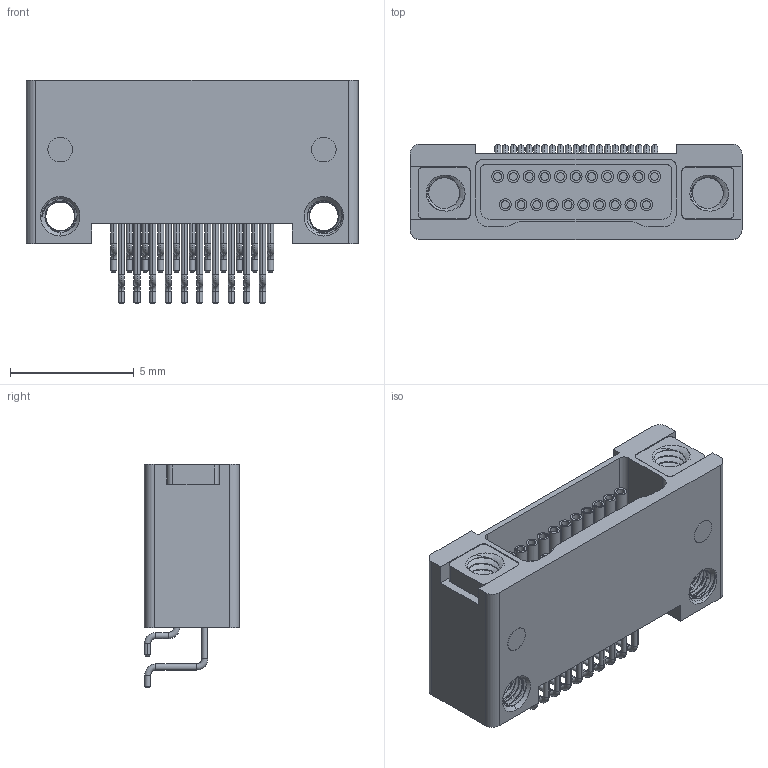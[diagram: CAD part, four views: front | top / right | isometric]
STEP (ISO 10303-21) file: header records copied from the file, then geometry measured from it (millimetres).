
FILE_DESCRIPTION((''),'2;1');
FILE_NAME('FND001-F021BSBK-S0','2026-01-30T',('gongcheng6'),(''),'PRO/ENGINEER BY PARAMETRIC TECHNOLOGY CORPORATION, 2010280','PRO/ENGINEER BY PARAMETRIC TECHNOLOGY CORPORATION, 2010280','');
FILE_SCHEMA(('CONFIG_CONTROL_DESIGN'));
Length unit declared in the file: millimetre
Products named in the file (1): FND001-F021BSBK-S0
Bounding box: 13.44 x 3.87 x 9.03 mm (x, y, z)
Volume: 220.5 mm3; surface area: 784.6 mm2
Topology: 1 solids, 1 shells, 660 faces, 1609 edges, 1028 vertices
Faces by surface type: cylinder 390, plane 122, torus 84, cone 56, bspline 8
Entity records: 38778 total; most frequent: CARTESIAN_POINT 23158, DIRECTION 3349, ORIENTED_EDGE 3218, EDGE_CURVE 1609, AXIS2_PLACEMENT_3D 1390, VERTEX_POINT 1028, EDGE_LOOP 741, CIRCLE 738
